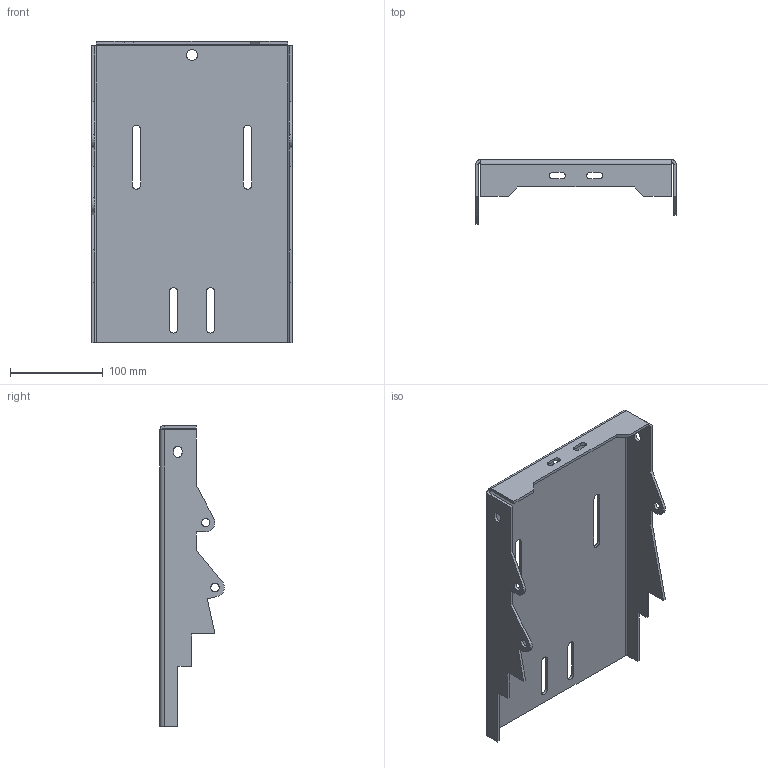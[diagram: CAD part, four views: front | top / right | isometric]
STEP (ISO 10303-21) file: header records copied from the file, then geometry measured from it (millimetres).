
FILE_DESCRIPTION (( 'STEP AP203' ), '1' );
FILE_NAME ('tole fond de selle.STEP', '2024-04-09T17:20:22', ( 'Thomas' ), ( '' ), 'SwSTEP 2.0', 'SolidWorks 2013', '' );
FILE_SCHEMA (( 'CONFIG_CONTROL_DESIGN' ));
Length unit declared in the file: millimetre
Products named in the file (1): tole fond de selle
Bounding box: 216 x 69.5 x 325 mm (x, y, z)
Volume: 289089.7 mm3; surface area: 199313 mm2
Topology: 1 solids, 1 shells, 101 faces, 273 edges, 174 vertices
Faces by surface type: plane 62, cylinder 39
Entity records: 3278 total; most frequent: DIRECTION 555, CARTESIAN_POINT 549, ORIENTED_EDGE 546, EDGE_CURVE 273, VECTOR 195, LINE 195, AXIS2_PLACEMENT_3D 180, VERTEX_POINT 174
